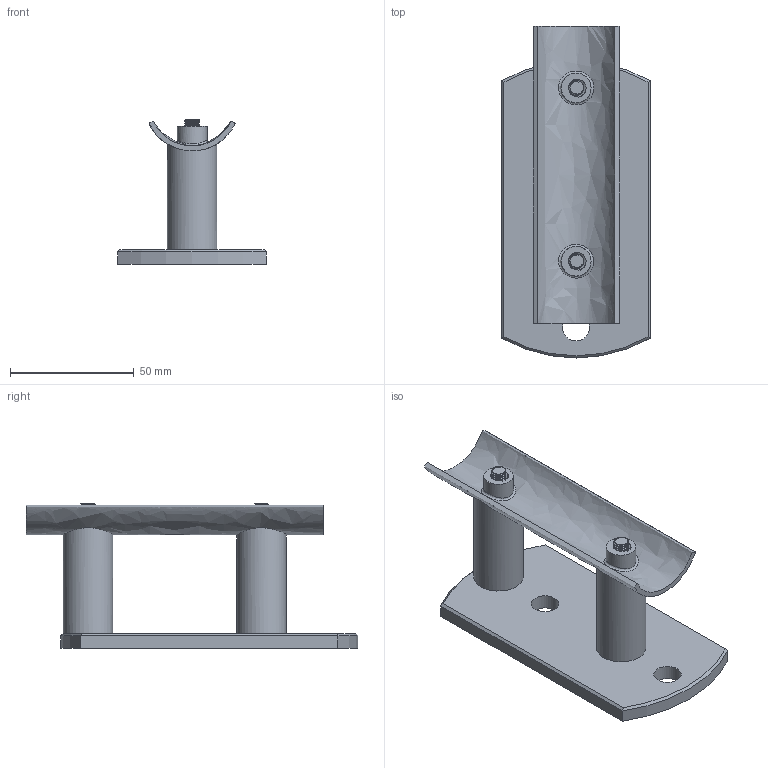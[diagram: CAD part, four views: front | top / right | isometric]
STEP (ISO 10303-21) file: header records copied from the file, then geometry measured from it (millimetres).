
FILE_DESCRIPTION(/* description */ (''),/* implementation_level */ '2;1');
FILE_NAME(/* name */ 'Bodenanker_geschliefen_X235.stp',/* time_stamp */ '2017-07-09T17:16:16+02:00',/* author */ (''),/* organization */ (''),/* preprocessor_version */ 'ST-DEVELOPER v16',/* originating_system */ 'SIEMENS PLM Software NX 11.0',/* authorisation */ '');
FILE_SCHEMA (('AUTOMOTIVE_DESIGN { 1 0 10303 214 3 1 1 1 }'));
Length unit declared in the file: millimetre
Products named in the file (1): Goge0EC46D65twzb
Bounding box: 60 x 134 x 58.5 mm (x, y, z)
Volume: 61088.2 mm3; surface area: 40260.8 mm2
Topology: 6 solids, 6 shells, 72 faces, 158 edges, 109 vertices
Faces by surface type: plane 34, cylinder 24, bspline 12, cone 2
Full cylindrical faces by diameter (mm): 8 x2, 9 x2, 11 x2, 12 x2, 16 x2, 20 x2
Entity records: 39091 total; most frequent: CARTESIAN_POINT 37592, ORIENTED_EDGE 272, DIRECTION 246, EDGE_CURVE 136, EDGE_LOOP 106, AXIS2_PLACEMENT_3D 100, VERTEX_POINT 98, ADVANCED_FACE 72
